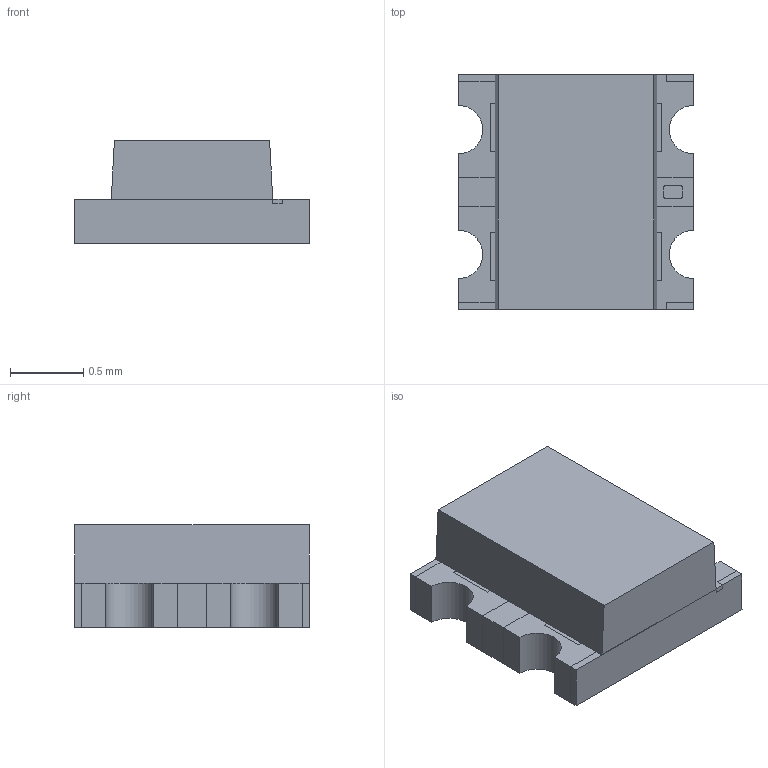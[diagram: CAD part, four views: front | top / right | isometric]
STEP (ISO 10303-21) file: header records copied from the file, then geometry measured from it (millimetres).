
FILE_DESCRIPTION (( 'STEP AP214' ), '1' );
FILE_NAME ('Download_STP_WL-SBCW-0606 (rev1).STEP', '2023-10-09T13:24:54', ( '' ), ( '' ), 'SwSTEP 2.0', 'SolidWorks 2023', '' );
FILE_SCHEMA (( 'AUTOMOTIVE_DESIGN' ));
Length unit declared in the file: millimetre
Products named in the file (5): body; contact; lense; pole; Download_STP_WL-SBCW-0606 (rev1)
Assembly tree (4 placements, depth 2):
  Download_STP_WL-SBCW-0606 (rev1)
    body
    pole
    contact
    lense
Bounding box: 1.6 x 1.6 x 0.7 mm (x, y, z)
Volume: 1.3 mm3; surface area: 20.5 mm2
Topology: 8 solids, 20 shells, 346 faces, 923 edges, 616 vertices
Faces by surface type: plane 281, cylinder 53, bspline 12
Entity records: 15169 total; most frequent: CARTESIAN_POINT 2494, ORIENTED_EDGE 1820, DIRECTION 1693, EDGE_CURVE 923, LINE 781, VECTOR 781, VERTEX_POINT 616, AXIS2_PLACEMENT_3D 456
